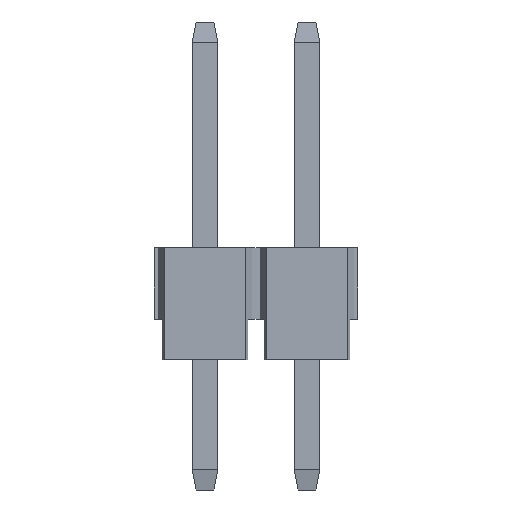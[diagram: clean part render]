
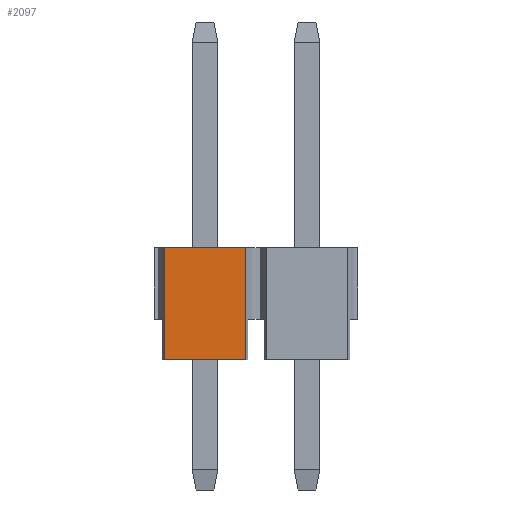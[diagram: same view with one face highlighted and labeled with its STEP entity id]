
A CAD part, front view. The second image highlights one B-rep face of the part: STEP entity #2097.
In plain terms, the highlighted planar face has unit normal (0, -1, 0).
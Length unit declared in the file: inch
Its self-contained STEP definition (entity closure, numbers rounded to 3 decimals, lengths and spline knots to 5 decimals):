
#77 = VECTOR ( 'NONE', #238, 39.37008 ) ;
#238 = DIRECTION ( 'NONE',  ( 1., 0., 0. ) ) ;
#264 = EDGE_CURVE ( 'NONE', #1094, #829, #2142, .T. ) ;
#284 = CARTESIAN_POINT ( 'NONE',  ( -0.05984, -0.05, 0. ) ) ;
#309 = ORIENTED_EDGE ( 'NONE', *, *, #1040, .T. ) ;
#338 = FACE_OUTER_BOUND ( 'NONE', #484, .T. ) ;
#348 = DIRECTION ( 'NONE',  ( 0., 0., -1. ) ) ;
#386 = ORIENTED_EDGE ( 'NONE', *, *, #1383, .T. ) ;
#407 = AXIS2_PLACEMENT_3D ( 'NONE', #1513, #2022, #348 ) ;
#415 = VECTOR ( 'NONE', #1134, 39.37008 ) ;
#420 = VERTEX_POINT ( 'NONE', #1775 ) ;
#459 = ORIENTED_EDGE ( 'NONE', *, *, #264, .F. ) ;
#484 = EDGE_LOOP ( 'NONE', ( #309, #1348, #459, #386 ) ) ;
#631 = CARTESIAN_POINT ( 'NONE',  ( -0.14016, -0.05, 0. ) ) ;
#776 = LINE ( 'NONE', #1600, #77 ) ;
#827 = VECTOR ( 'NONE', #1799, 39.37008 ) ;
#829 = VERTEX_POINT ( 'NONE', #977 ) ;
#912 = VERTEX_POINT ( 'NONE', #1048 ) ;
#977 = CARTESIAN_POINT ( 'NONE',  ( -0.14016, -0.05, 0.10984 ) ) ;
#1040 = EDGE_CURVE ( 'NONE', #912, #420, #1745, .T. ) ;
#1048 = CARTESIAN_POINT ( 'NONE',  ( -0.05984, -0.05, 0. ) ) ;
#1094 = VERTEX_POINT ( 'NONE', #1410 ) ;
#1134 = DIRECTION ( 'NONE',  ( 0., 0., 1. ) ) ;
#1249 = DIRECTION ( 'NONE',  ( 1., 0., 0. ) ) ;
#1348 = ORIENTED_EDGE ( 'NONE', *, *, #1453, .F. ) ;
#1383 = EDGE_CURVE ( 'NONE', #1094, #912, #776, .T. ) ;
#1410 = CARTESIAN_POINT ( 'NONE',  ( -0.14016, -0.05, 0. ) ) ;
#1453 = EDGE_CURVE ( 'NONE', #829, #420, #1573, .T. ) ;
#1513 = CARTESIAN_POINT ( 'NONE',  ( -0.15, -0.05, 0. ) ) ;
#1573 = LINE ( 'NONE', #1915, #2046 ) ;
#1600 = CARTESIAN_POINT ( 'NONE',  ( -0.14016, -0.05, 0. ) ) ;
#1686 = PLANE ( 'NONE',  #407 ) ;
#1745 = LINE ( 'NONE', #284, #827 ) ;
#1775 = CARTESIAN_POINT ( 'NONE',  ( -0.05984, -0.05, 0.10984 ) ) ;
#1799 = DIRECTION ( 'NONE',  ( 0., 0., 1. ) ) ;
#1915 = CARTESIAN_POINT ( 'NONE',  ( -0.14016, -0.05, 0.10984 ) ) ;
#2022 = DIRECTION ( 'NONE',  ( 0., -1., 0. ) ) ;
#2046 = VECTOR ( 'NONE', #1249, 39.37008 ) ;
#2097 = ADVANCED_FACE ( 'NONE', ( #338 ), #1686, .T. ) ;
#2142 = LINE ( 'NONE', #631, #415 ) ;
